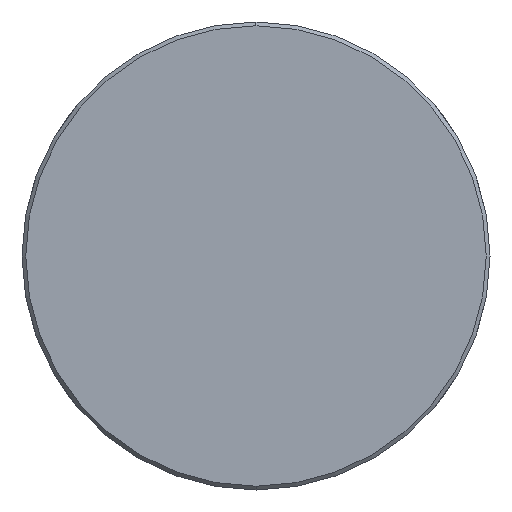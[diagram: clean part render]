
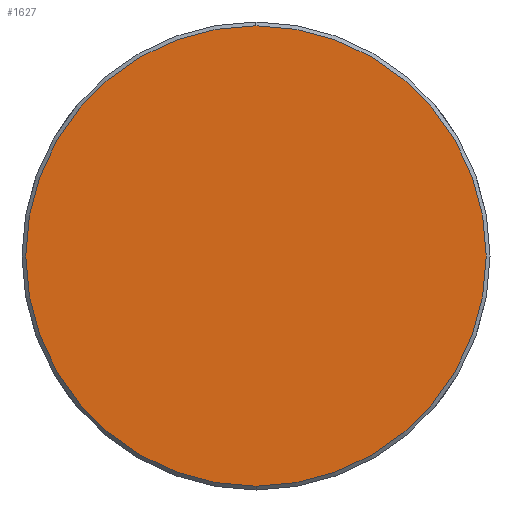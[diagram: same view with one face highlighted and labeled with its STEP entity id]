
A CAD part, left-side view. The second image highlights one B-rep face of the part: STEP entity #1627.
In plain terms, the highlighted planar face has unit normal (-1, 0, 0).
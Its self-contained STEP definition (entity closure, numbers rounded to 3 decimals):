
#207 = AXIS2_PLACEMENT_3D ( 'NONE', #1337, #921, #1045 ) ;
#278 = ORIENTED_EDGE ( 'NONE', *, *, #1413, .T. ) ;
#351 = DIRECTION ( 'NONE',  ( 0., 0., -1. ) ) ;
#485 = CARTESIAN_POINT ( 'NONE',  ( -59.1, -30.866, 30.866 ) ) ;
#527 = CARTESIAN_POINT ( 'NONE',  ( -59.1, 0., 30.5 ) ) ;
#540 = DIRECTION ( 'NONE',  ( -1., 0., 0. ) ) ;
#543 = AXIS2_PLACEMENT_3D ( 'NONE', #485, #1647, #351 ) ;
#589 = VERTEX_POINT ( 'NONE', #1167 ) ;
#644 = FACE_OUTER_BOUND ( 'NONE', #1779, .T. ) ;
#690 = CIRCLE ( 'NONE', #207, 30.5 ) ;
#835 = CIRCLE ( 'NONE', #1310, 30.5 ) ;
#921 = DIRECTION ( 'NONE',  ( -1., 0., 0. ) ) ;
#1045 = DIRECTION ( 'NONE',  ( 0., 0., -1. ) ) ;
#1059 = PLANE ( 'NONE',  #543 ) ;
#1125 = CARTESIAN_POINT ( 'NONE',  ( -59.1, 0., 0. ) ) ;
#1167 = CARTESIAN_POINT ( 'NONE',  ( -59.1, 0., -30.5 ) ) ;
#1304 = VERTEX_POINT ( 'NONE', #527 ) ;
#1310 = AXIS2_PLACEMENT_3D ( 'NONE', #1125, #540, #1565 ) ;
#1337 = CARTESIAN_POINT ( 'NONE',  ( -59.1, 0., 0. ) ) ;
#1413 = EDGE_CURVE ( 'NONE', #1304, #589, #835, .T. ) ;
#1565 = DIRECTION ( 'NONE',  ( 0., 0., -1. ) ) ;
#1627 = ADVANCED_FACE ( 'NONE', ( #644 ), #1059, .F. ) ;
#1647 = DIRECTION ( 'NONE',  ( 1., 0., 0. ) ) ;
#1693 = EDGE_CURVE ( 'NONE', #589, #1304, #690, .T. ) ;
#1779 = EDGE_LOOP ( 'NONE', ( #1877, #278 ) ) ;
#1877 = ORIENTED_EDGE ( 'NONE', *, *, #1693, .T. ) ;
